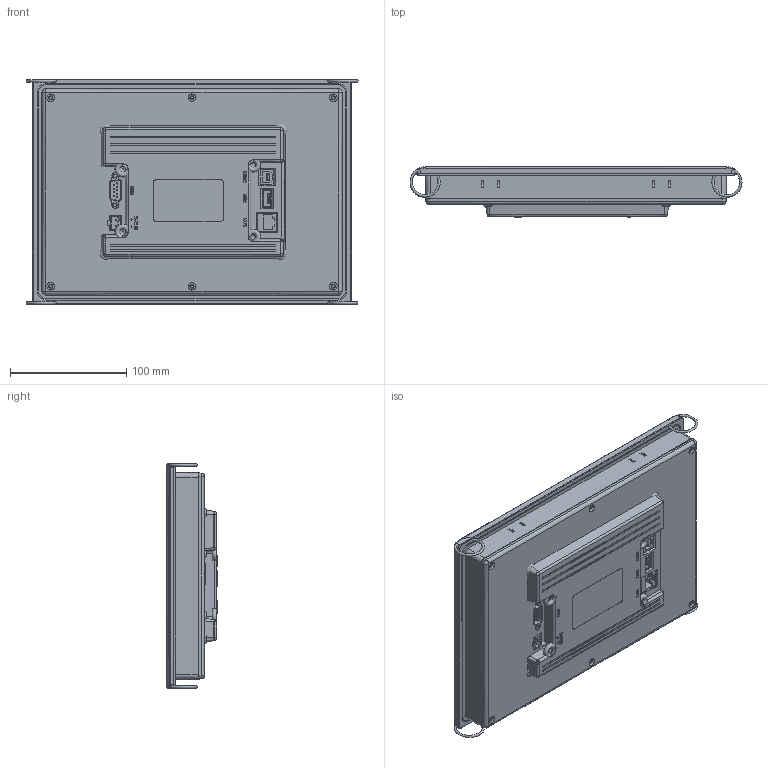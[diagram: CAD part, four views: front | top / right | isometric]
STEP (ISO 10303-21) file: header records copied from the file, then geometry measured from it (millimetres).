
FILE_DESCRIPTION((''),'2;1');
FILE_NAME('1071GT','2022-10-12T11:44:38',('pjl'),(''),'CREO PARAMETRIC BY PTC INC, 2019010','CREO PARAMETRIC BY PTC INC, 2019010','');
FILE_SCHEMA(('AUTOMOTIVE_DESIGN { 1 0 10303 214 1 1 1 1 }'));
Products named in the file (1): 1071GT
Bounding box: 285.51 x 43 x 193 mm (x, y, z)
Surface area: 416877.1 mm2 (no closed solid volume)
Topology: 0 solids, 0 shells, 2445 faces, 13602 edges, 13548 vertices
Faces by surface type: bspline 2391, torus 32, sphere 22
Entity records: 196539 total; most frequent: CARTESIAN_POINT 51371, DIRECTION 20114, TRIMMED_CURVE 19094, VECTOR 18182, LINE 18182, DEFINITIONAL_REPRESENTATION 13508, PCURVE 13508, COMPOSITE_CURVE_SEGMENT 13508
